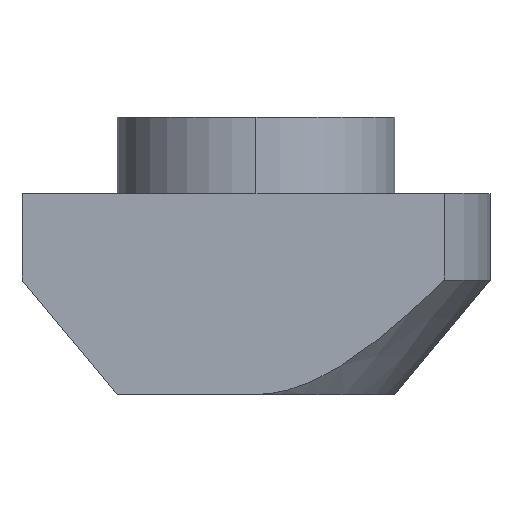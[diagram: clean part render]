
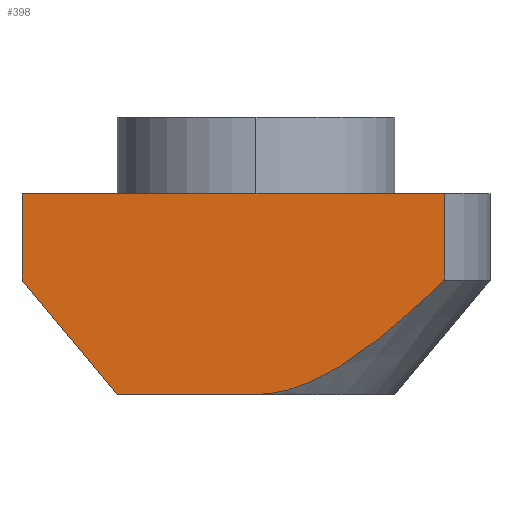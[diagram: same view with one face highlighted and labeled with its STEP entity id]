
A CAD part, top view. The second image highlights one B-rep face of the part: STEP entity #398.
In plain terms, the highlighted planar face has unit normal (0, 0, 1).
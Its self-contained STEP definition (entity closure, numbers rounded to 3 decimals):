
#3 = VECTOR ( 'NONE', #60, 1000. ) ;
#8 = VECTOR ( 'NONE', #80, 1000. ) ;
#12 = DIRECTION ( 'NONE',  ( -1., 0., 0. ) ) ;
#16 = DIRECTION ( 'NONE',  ( 1., 0., 0. ) ) ;
#24 = CARTESIAN_POINT ( 'NONE',  ( 5.437, -8., 4. ) ) ;
#25 = CARTESIAN_POINT ( 'NONE',  ( -6.75, -8., 4. ) ) ;
#28 = DIRECTION ( 'NONE',  ( 0., 0., -1. ) ) ;
#39 = CARTESIAN_POINT ( 'NONE',  ( -4., -8., 4. ) ) ;
#55 = VECTOR ( 'NONE', #685, 1000. ) ;
#57 = B_SPLINE_CURVE_WITH_KNOTS ( 'NONE', 3,
 ( #469, #186, #88, #352, #236, #241, #673, #358, #142, #465, #312, #458 ),
 .UNSPECIFIED., .F., .F.,
 ( 4, 2, 2, 2, 2, 4 ),
 ( 0.009, 0.01, 0.012, 0.014, 0.014, 0.015 ),
 .UNSPECIFIED. ) ;
#60 = DIRECTION ( 'NONE',  ( 0., -1., 0. ) ) ;
#62 = EDGE_CURVE ( 'NONE', #101, #227, #287, .T. ) ;
#78 = LINE ( 'NONE', #25, #185 ) ;
#79 = CARTESIAN_POINT ( 'NONE',  ( -6.75, -2.2, 4. ) ) ;
#80 = DIRECTION ( 'NONE',  ( 0., 1., 0. ) ) ;
#84 = PLANE ( 'NONE',  #373 ) ;
#88 = CARTESIAN_POINT ( 'NONE',  ( 4.651, -5.447, 4. ) ) ;
#90 = EDGE_CURVE ( 'NONE', #418, #101, #519, .T. ) ;
#101 = VERTEX_POINT ( 'NONE', #545 ) ;
#142 = CARTESIAN_POINT ( 'NONE',  ( 1.071, -7.841, 4. ) ) ;
#144 = VECTOR ( 'NONE', #255, 1000. ) ;
#151 = EDGE_LOOP ( 'NONE', ( #538, #206, #595, #650, #374, #257, #674 ) ) ;
#173 = VERTEX_POINT ( 'NONE', #325 ) ;
#185 = VECTOR ( 'NONE', #16, 1000. ) ;
#186 = CARTESIAN_POINT ( 'NONE',  ( 5.047, -5.077, 4. ) ) ;
#192 = EDGE_CURVE ( 'NONE', #227, #201, #494, .T. ) ;
#201 = VERTEX_POINT ( 'NONE', #247 ) ;
#206 = ORIENTED_EDGE ( 'NONE', *, *, #298, .T. ) ;
#227 = VERTEX_POINT ( 'NONE', #79 ) ;
#236 = CARTESIAN_POINT ( 'NONE',  ( 3.414, -6.504, 4. ) ) ;
#241 = CARTESIAN_POINT ( 'NONE',  ( 2.533, -7.135, 4. ) ) ;
#244 = LINE ( 'NONE', #24, #8 ) ;
#247 = CARTESIAN_POINT ( 'NONE',  ( -6.75, -4.7, 4. ) ) ;
#255 = DIRECTION ( 'NONE',  ( -0.64, 0.768, 0. ) ) ;
#257 = ORIENTED_EDGE ( 'NONE', *, *, #62, .T. ) ;
#287 = LINE ( 'NONE', #507, #451 ) ;
#298 = EDGE_CURVE ( 'NONE', #412, #453, #78, .T. ) ;
#303 = CARTESIAN_POINT ( 'NONE',  ( 0., 0., 4. ) ) ;
#312 = CARTESIAN_POINT ( 'NONE',  ( 0.273, -8., 4. ) ) ;
#315 = LINE ( 'NONE', #39, #144 ) ;
#317 = EDGE_CURVE ( 'NONE', #173, #453, #57, .T. ) ;
#325 = CARTESIAN_POINT ( 'NONE',  ( 5.437, -4.7, 4. ) ) ;
#352 = CARTESIAN_POINT ( 'NONE',  ( 3.834, -6.159, 4. ) ) ;
#358 = CARTESIAN_POINT ( 'NONE',  ( 1.33, -7.749, 4. ) ) ;
#373 = AXIS2_PLACEMENT_3D ( 'NONE', #303, #28, #421 ) ;
#374 = ORIENTED_EDGE ( 'NONE', *, *, #90, .T. ) ;
#398 = ADVANCED_FACE ( 'NONE', ( #574 ), #84, .F. ) ;
#412 = VERTEX_POINT ( 'NONE', #537 ) ;
#418 = VERTEX_POINT ( 'NONE', #431 ) ;
#421 = DIRECTION ( 'NONE',  ( -1., 0., 0. ) ) ;
#428 = CARTESIAN_POINT ( 'NONE',  ( 0., -8., 4. ) ) ;
#431 = CARTESIAN_POINT ( 'NONE',  ( 5.437, -2.2, 4. ) ) ;
#451 = VECTOR ( 'NONE', #12, 1000. ) ;
#453 = VERTEX_POINT ( 'NONE', #428 ) ;
#458 = CARTESIAN_POINT ( 'NONE',  ( 0., -8., 4. ) ) ;
#465 = CARTESIAN_POINT ( 'NONE',  ( 0.545, -7.966, 4. ) ) ;
#469 = CARTESIAN_POINT ( 'NONE',  ( 5.437, -4.7, 4. ) ) ;
#474 = CARTESIAN_POINT ( 'NONE',  ( 4., -2.2, 4. ) ) ;
#494 = LINE ( 'NONE', #551, #3 ) ;
#507 = CARTESIAN_POINT ( 'NONE',  ( -4., -2.2, 4. ) ) ;
#519 = LINE ( 'NONE', #474, #55 ) ;
#537 = CARTESIAN_POINT ( 'NONE',  ( -4., -8., 4. ) ) ;
#538 = ORIENTED_EDGE ( 'NONE', *, *, #567, .F. ) ;
#545 = CARTESIAN_POINT ( 'NONE',  ( 0., -2.2, 4. ) ) ;
#551 = CARTESIAN_POINT ( 'NONE',  ( -6.75, -2.2, 4. ) ) ;
#567 = EDGE_CURVE ( 'NONE', #412, #201, #315, .T. ) ;
#574 = FACE_OUTER_BOUND ( 'NONE', #151, .T. ) ;
#595 = ORIENTED_EDGE ( 'NONE', *, *, #317, .F. ) ;
#650 = ORIENTED_EDGE ( 'NONE', *, *, #715, .T. ) ;
#673 = CARTESIAN_POINT ( 'NONE',  ( 2.075, -7.421, 4. ) ) ;
#674 = ORIENTED_EDGE ( 'NONE', *, *, #192, .T. ) ;
#685 = DIRECTION ( 'NONE',  ( -1., 0., 0. ) ) ;
#715 = EDGE_CURVE ( 'NONE', #173, #418, #244, .T. ) ;
